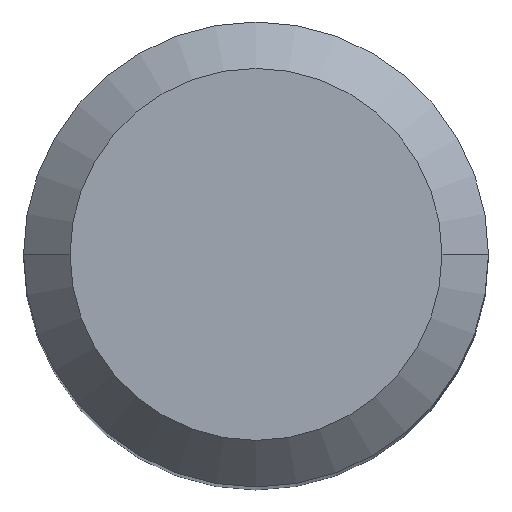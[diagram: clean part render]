
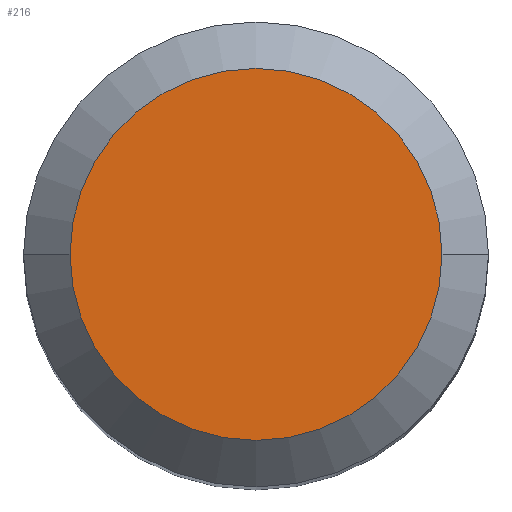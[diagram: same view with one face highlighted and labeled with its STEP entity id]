
A CAD part, top view. The second image highlights one B-rep face of the part: STEP entity #216.
In plain terms, the highlighted planar face has unit normal (0, 0, 1).
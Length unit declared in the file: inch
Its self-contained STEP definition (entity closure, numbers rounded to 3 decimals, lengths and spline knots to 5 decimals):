
#16 = EDGE_CURVE ( 'NONE', #393, #98, #224, .T. ) ;
#51 = CARTESIAN_POINT ( 'NONE',  ( 0., 0., 0. ) ) ;
#52 = CARTESIAN_POINT ( 'NONE',  ( -0.18896, 0., 0. ) ) ;
#55 = ORIENTED_EDGE ( 'NONE', *, *, #16, .T. ) ;
#95 = EDGE_LOOP ( 'NONE', ( #55, #473 ) ) ;
#98 = VERTEX_POINT ( 'NONE', #487 ) ;
#105 = PLANE ( 'NONE',  #272 ) ;
#112 = FACE_OUTER_BOUND ( 'NONE', #95, .T. ) ;
#163 = DIRECTION ( 'NONE',  ( 0., 0., 1. ) ) ;
#184 = CIRCLE ( 'NONE', #304, 0.18896 ) ;
#189 = CARTESIAN_POINT ( 'NONE',  ( 0., 0., 0. ) ) ;
#216 = ADVANCED_FACE ( 'NONE', ( #112 ), #105, .F. ) ;
#224 = CIRCLE ( 'NONE', #378, 0.18896 ) ;
#229 = DIRECTION ( 'NONE',  ( 1., 0., 0. ) ) ;
#272 = AXIS2_PLACEMENT_3D ( 'NONE', #376, #333, #341 ) ;
#302 = EDGE_CURVE ( 'NONE', #98, #393, #184, .T. ) ;
#304 = AXIS2_PLACEMENT_3D ( 'NONE', #189, #344, #229 ) ;
#333 = DIRECTION ( 'NONE',  ( 0., 0., -1. ) ) ;
#341 = DIRECTION ( 'NONE',  ( -1., 0., 0. ) ) ;
#344 = DIRECTION ( 'NONE',  ( 0., 0., 1. ) ) ;
#376 = CARTESIAN_POINT ( 'NONE',  ( 0., 0., 0. ) ) ;
#378 = AXIS2_PLACEMENT_3D ( 'NONE', #51, #163, #429 ) ;
#393 = VERTEX_POINT ( 'NONE', #52 ) ;
#429 = DIRECTION ( 'NONE',  ( 1., 0., 0. ) ) ;
#473 = ORIENTED_EDGE ( 'NONE', *, *, #302, .T. ) ;
#487 = CARTESIAN_POINT ( 'NONE',  ( 0.18896, 0., 0. ) ) ;
